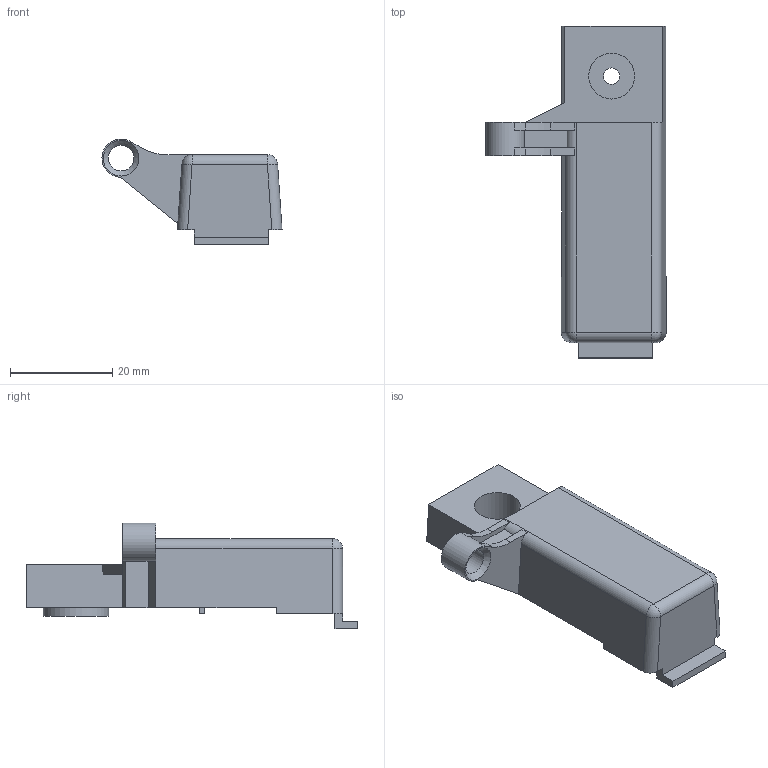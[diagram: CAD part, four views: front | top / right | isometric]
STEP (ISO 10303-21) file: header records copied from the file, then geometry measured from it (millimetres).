
FILE_DESCRIPTION(/* description */ ('','CAx-IF Rec.Pracs.---Representation and Presentation of Product Manufacturing Information (PMI)---4.0---2014-10-13'),/* implementation_level */ '2;1');
FILE_NAME(/* name */ 'Top Hing Mount v2.step',/* time_stamp */ '2024-12-15T16:26:06-05:00',/* author */ (''),/* organization */ (''),/* preprocessor_version */ 'ST-DEVELOPER v20',/* originating_system */ 'Autodesk Translation Framework v13.20.0.188',/* authorisation */ '');
FILE_SCHEMA (('AP242_MANAGED_MODEL_BASED_3D_ENGINEERING_MIM_LF { 1 0 10303 442 1 1 4 }'));
Length unit declared in the file: millimetre
Products named in the file (1): Top Hing Mount
Bounding box: 35.28 x 65 x 20.75 mm (x, y, z)
Volume: 5859.1 mm3; surface area: 8448.8 mm2
Topology: 1 solids, 1 shells, 107 faces, 278 edges, 175 vertices
Faces by surface type: plane 78, cylinder 24, sphere 4, cone 1
Full cylindrical faces by diameter (mm): 3.2 x1, 5 x1, 9 x1, 12.8 x1
Entity records: 3268 total; most frequent: CARTESIAN_POINT 561, ORIENTED_EDGE 556, DIRECTION 550, EDGE_CURVE 278, LINE 222, VECTOR 222, VERTEX_POINT 175, AXIS2_PLACEMENT_3D 164
